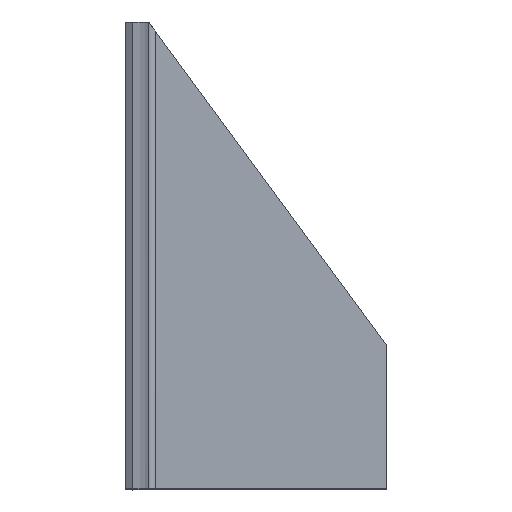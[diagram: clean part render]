
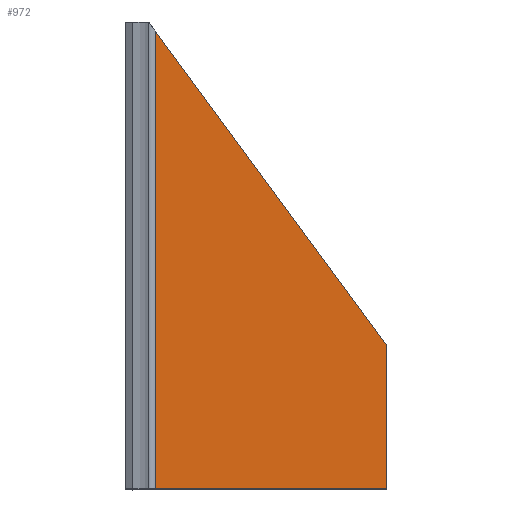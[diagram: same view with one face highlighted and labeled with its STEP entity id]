
A CAD part, top view. The second image highlights one B-rep face of the part: STEP entity #972.
In plain terms, the highlighted planar face has unit normal (0, 0, 1).
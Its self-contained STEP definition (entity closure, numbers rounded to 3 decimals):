
#52=PLANE('',#1079);
#86=FACE_OUTER_BOUND('',#142,.T.);
#142=EDGE_LOOP('',(#683,#684,#685,#686));
#241=LINE('',#1520,#321);
#243=LINE('',#1530,#323);
#248=LINE('',#1538,#328);
#249=LINE('',#1539,#329);
#321=VECTOR('',#1209,10.);
#323=VECTOR('',#1221,10.);
#328=VECTOR('',#1228,10.);
#329=VECTOR('',#1229,10.);
#425=VERTEX_POINT('',#1517);
#426=VERTEX_POINT('',#1519);
#429=VERTEX_POINT('',#1529);
#431=VERTEX_POINT('',#1537);
#525=EDGE_CURVE('',#425,#426,#241,.T.);
#530=EDGE_CURVE('',#426,#429,#243,.T.);
#535=EDGE_CURVE('',#425,#431,#248,.T.);
#536=EDGE_CURVE('',#431,#429,#249,.T.);
#683=ORIENTED_EDGE('',*,*,#525,.F.);
#684=ORIENTED_EDGE('',*,*,#535,.T.);
#685=ORIENTED_EDGE('',*,*,#536,.T.);
#686=ORIENTED_EDGE('',*,*,#530,.F.);
#972=ADVANCED_FACE('',(#86),#52,.T.);
#1079=AXIS2_PLACEMENT_3D('',#1536,#1226,#1227);
#1209=DIRECTION('',(0.,1.,0.));
#1221=DIRECTION('',(0.593,-0.805,0.));
#1226=DIRECTION('center_axis',(0.,0.,1.));
#1227=DIRECTION('ref_axis',(1.,0.,0.));
#1228=DIRECTION('',(1.,0.,0.));
#1229=DIRECTION('',(0.,1.,0.));
#1517=CARTESIAN_POINT('',(29.853,-2.,1.5));
#1519=CARTESIAN_POINT('',(29.853,125.602,1.5));
#1520=CARTESIAN_POINT('',(29.853,-3.,1.5));
#1529=CARTESIAN_POINT('',(94.402,38.,1.5));
#1530=CARTESIAN_POINT('',(24.402,133.,1.5));
#1536=CARTESIAN_POINT('Origin',(59.711,62.75,1.5));
#1537=CARTESIAN_POINT('',(94.402,-2.,1.5));
#1538=CARTESIAN_POINT('',(26.402,-2.,1.5));
#1539=CARTESIAN_POINT('',(94.402,-2.,1.5));
